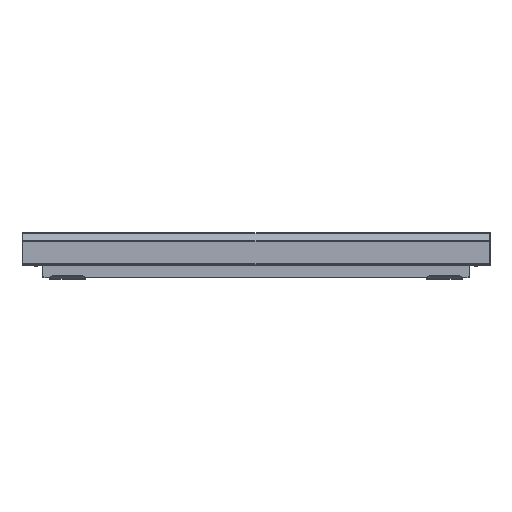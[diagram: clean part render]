
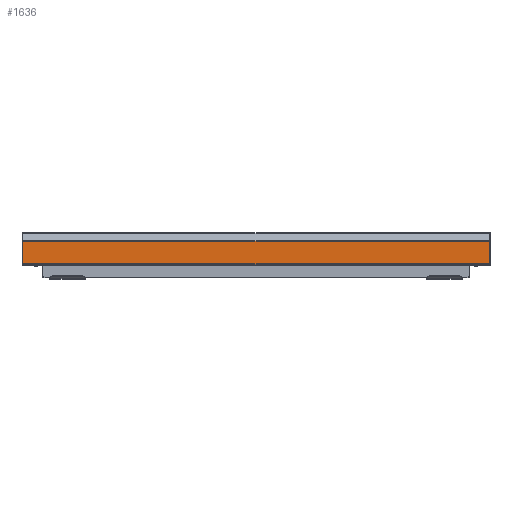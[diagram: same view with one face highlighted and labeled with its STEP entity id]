
A CAD part, top view. The second image highlights one B-rep face of the part: STEP entity #1636.
In plain terms, the highlighted planar face has unit normal (0, 0, 1).
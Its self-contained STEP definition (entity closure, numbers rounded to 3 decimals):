
#422 = VERTEX_POINT ( 'NONE', #2189 ) ;
#513 = EDGE_CURVE ( 'NONE', #422, #8373, #14718, .T. ) ;
#546 = DIRECTION ( 'NONE',  ( 0., -1., 0. ) ) ;
#944 = LINE ( 'NONE', #14228, #2485 ) ;
#959 = CARTESIAN_POINT ( 'NONE',  ( -527.5, -69.906, 443. ) ) ;
#1636 = ADVANCED_FACE ( 'NONE', ( #2188 ), #8119, .T. ) ;
#1646 = ORIENTED_EDGE ( 'NONE', *, *, #513, .F. ) ;
#2188 = FACE_OUTER_BOUND ( 'NONE', #9303, .T. ) ;
#2189 = CARTESIAN_POINT ( 'NONE',  ( 527.5, -19.054, 443. ) ) ;
#2485 = VECTOR ( 'NONE', #10667, 1000. ) ;
#3214 = VECTOR ( 'NONE', #9003, 1000. ) ;
#3319 = EDGE_CURVE ( 'NONE', #9793, #8373, #4598, .T. ) ;
#3360 = CARTESIAN_POINT ( 'NONE',  ( -527.5, -19.054, 443. ) ) ;
#3515 = VERTEX_POINT ( 'NONE', #6333 ) ;
#4598 = LINE ( 'NONE', #959, #15430 ) ;
#5290 = AXIS2_PLACEMENT_3D ( 'NONE', #3360, #11846, #7025 ) ;
#6333 = CARTESIAN_POINT ( 'NONE',  ( -527.5, -19.054, 443. ) ) ;
#6552 = CARTESIAN_POINT ( 'NONE',  ( -527.5, -19.054, 443. ) ) ;
#6556 = CARTESIAN_POINT ( 'NONE',  ( 527.5, -19.054, 443. ) ) ;
#7025 = DIRECTION ( 'NONE',  ( 0., -1., 0. ) ) ;
#7468 = CARTESIAN_POINT ( 'NONE',  ( 527.5, -69.906, 443. ) ) ;
#8119 = PLANE ( 'NONE',  #5290 ) ;
#8373 = VERTEX_POINT ( 'NONE', #7468 ) ;
#9003 = DIRECTION ( 'NONE',  ( 0., -1., 0. ) ) ;
#9085 = EDGE_CURVE ( 'NONE', #3515, #9793, #9965, .T. ) ;
#9283 = EDGE_CURVE ( 'NONE', #3515, #422, #944, .T. ) ;
#9303 = EDGE_LOOP ( 'NONE', ( #11067, #1646, #13741, #13110 ) ) ;
#9793 = VERTEX_POINT ( 'NONE', #13239 ) ;
#9965 = LINE ( 'NONE', #6552, #3214 ) ;
#10667 = DIRECTION ( 'NONE',  ( 1., 0., 0. ) ) ;
#11067 = ORIENTED_EDGE ( 'NONE', *, *, #3319, .T. ) ;
#11846 = DIRECTION ( 'NONE',  ( 0., 0., 1. ) ) ;
#12553 = VECTOR ( 'NONE', #546, 1000. ) ;
#13110 = ORIENTED_EDGE ( 'NONE', *, *, #9085, .T. ) ;
#13239 = CARTESIAN_POINT ( 'NONE',  ( -527.5, -69.906, 443. ) ) ;
#13741 = ORIENTED_EDGE ( 'NONE', *, *, #9283, .F. ) ;
#14228 = CARTESIAN_POINT ( 'NONE',  ( -527.5, -19.054, 443. ) ) ;
#14718 = LINE ( 'NONE', #6556, #12553 ) ;
#15430 = VECTOR ( 'NONE', #15519, 1000. ) ;
#15519 = DIRECTION ( 'NONE',  ( 1., 0., 0. ) ) ;
